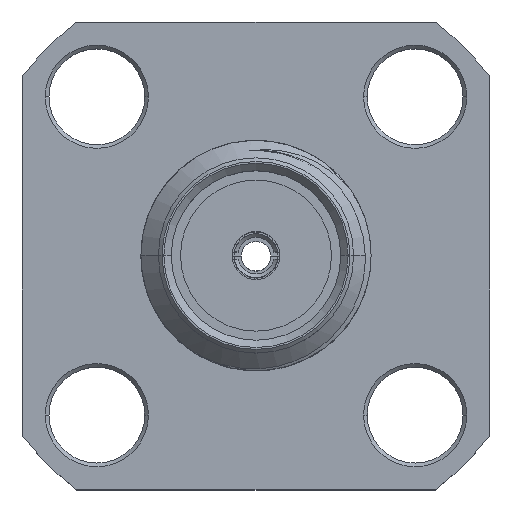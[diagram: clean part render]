
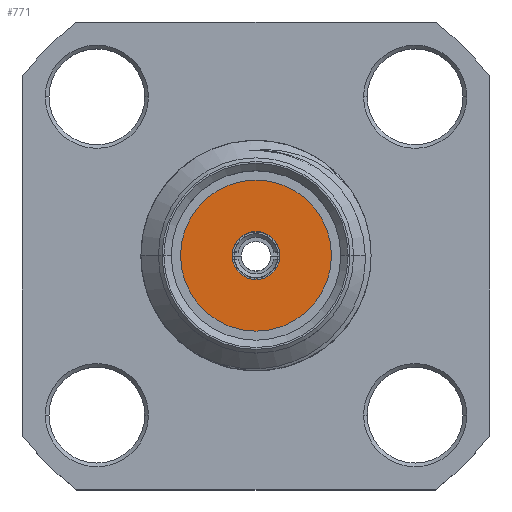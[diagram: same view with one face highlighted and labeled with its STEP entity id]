
A CAD part, top view. The second image highlights one B-rep face of the part: STEP entity #771.
In plain terms, the highlighted planar face has unit normal (0, 0, 1).
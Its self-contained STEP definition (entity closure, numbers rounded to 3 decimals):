
#41 = ORIENTED_EDGE ( 'NONE', *, *, #3207, .T. ) ;
#302 = DIRECTION ( 'NONE',  ( 0., 0., 1. ) ) ;
#399 = DIRECTION ( 'NONE',  ( 0., 0., 1. ) ) ;
#408 = CARTESIAN_POINT ( 'NONE',  ( -2.05, 0., -2. ) ) ;
#618 = VERTEX_POINT ( 'NONE', #408 ) ;
#624 = DIRECTION ( 'NONE',  ( 1., 0., 0. ) ) ;
#635 = EDGE_CURVE ( 'NONE', #2926, #618, #3073, .T. ) ;
#662 = EDGE_CURVE ( 'NONE', #1830, #1813, #1621, .T. ) ;
#672 = CARTESIAN_POINT ( 'NONE',  ( 0., 0., -2. ) ) ;
#716 = DIRECTION ( 'NONE',  ( 0., 0., 1. ) ) ;
#771 = ADVANCED_FACE ( 'NONE', ( #784, #2025 ), #1787, .F. ) ;
#784 = FACE_BOUND ( 'NONE', #1040, .T. ) ;
#893 = CIRCLE ( 'NONE', #2791, 0.65 ) ;
#920 = CARTESIAN_POINT ( 'NONE',  ( 0., 0., -2. ) ) ;
#961 = ORIENTED_EDGE ( 'NONE', *, *, #2118, .F. ) ;
#1020 = AXIS2_PLACEMENT_3D ( 'NONE', #920, #716, #3263 ) ;
#1040 = EDGE_LOOP ( 'NONE', ( #961, #1225 ) ) ;
#1061 = AXIS2_PLACEMENT_3D ( 'NONE', #3147, #302, #624 ) ;
#1215 = CARTESIAN_POINT ( 'NONE',  ( 2.05, 0., -2. ) ) ;
#1225 = ORIENTED_EDGE ( 'NONE', *, *, #662, .F. ) ;
#1436 = DIRECTION ( 'NONE',  ( 1., 0., 0. ) ) ;
#1621 = CIRCLE ( 'NONE', #1020, 0.65 ) ;
#1723 = AXIS2_PLACEMENT_3D ( 'NONE', #2240, #2475, #1992 ) ;
#1749 = DIRECTION ( 'NONE',  ( 0., 0., -1. ) ) ;
#1787 = PLANE ( 'NONE',  #2746 ) ;
#1813 = VERTEX_POINT ( 'NONE', #2288 ) ;
#1830 = VERTEX_POINT ( 'NONE', #2153 ) ;
#1992 = DIRECTION ( 'NONE',  ( 1., 0., 0. ) ) ;
#2025 = FACE_OUTER_BOUND ( 'NONE', #3075, .T. ) ;
#2118 = EDGE_CURVE ( 'NONE', #1813, #1830, #893, .T. ) ;
#2128 = ORIENTED_EDGE ( 'NONE', *, *, #635, .T. ) ;
#2153 = CARTESIAN_POINT ( 'NONE',  ( -0.65, 0., -2. ) ) ;
#2240 = CARTESIAN_POINT ( 'NONE',  ( 0., 0., -2. ) ) ;
#2288 = CARTESIAN_POINT ( 'NONE',  ( 0.65, 0., -2. ) ) ;
#2341 = CARTESIAN_POINT ( 'NONE',  ( 0., 2.05, -2. ) ) ;
#2475 = DIRECTION ( 'NONE',  ( 0., 0., 1. ) ) ;
#2746 = AXIS2_PLACEMENT_3D ( 'NONE', #2341, #1749, #2783 ) ;
#2783 = DIRECTION ( 'NONE',  ( -1., 0., 0. ) ) ;
#2791 = AXIS2_PLACEMENT_3D ( 'NONE', #672, #399, #1436 ) ;
#2926 = VERTEX_POINT ( 'NONE', #1215 ) ;
#3073 = CIRCLE ( 'NONE', #1723, 2.05 ) ;
#3075 = EDGE_LOOP ( 'NONE', ( #2128, #41 ) ) ;
#3147 = CARTESIAN_POINT ( 'NONE',  ( 0., 0., -2. ) ) ;
#3169 = CIRCLE ( 'NONE', #1061, 2.05 ) ;
#3207 = EDGE_CURVE ( 'NONE', #618, #2926, #3169, .T. ) ;
#3263 = DIRECTION ( 'NONE',  ( 1., 0., 0. ) ) ;
